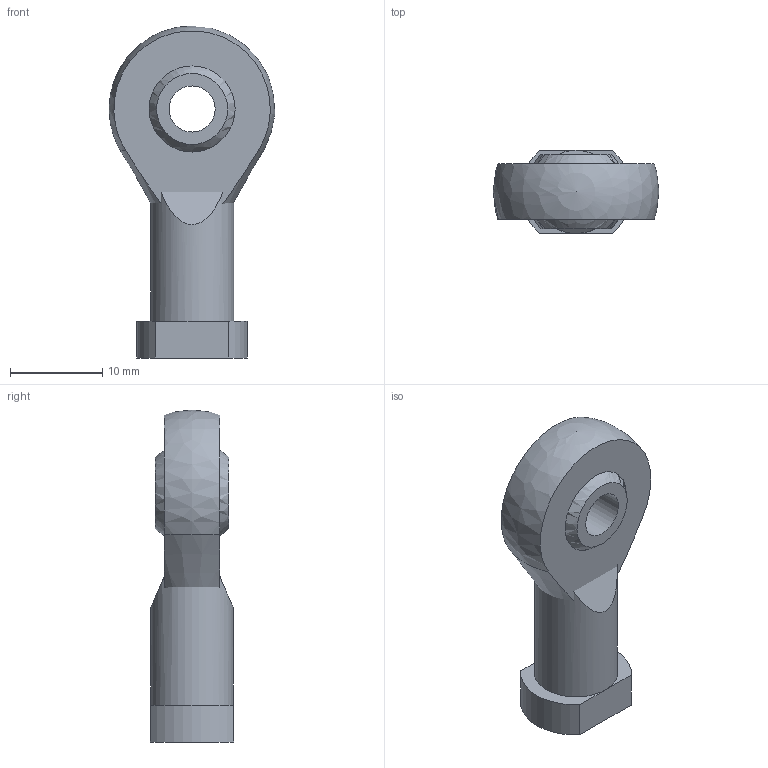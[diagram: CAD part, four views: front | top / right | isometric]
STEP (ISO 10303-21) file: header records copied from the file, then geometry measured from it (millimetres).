
FILE_DESCRIPTION(/* description */ ('STEP AP214'),/* implementation_level */ '2;1');
FILE_NAME(/* name */ 'KBLM_05_1.stp',/* time_stamp */ '2025-08-07T18:10:16+02:00',/* author */ ('roone'),/* organization */ ('CADClick - www.CADClick.com'),/* preprocessor_version */ 'ST-DEVELOPER v20',/* originating_system */ 'Autodesk Inventor 2025',/* authorisation */ 'unknown authorization');
FILE_SCHEMA (('AUTOMOTIVE_DESIGN { 1 0 10303 214 3 1 1 }'));
Length unit declared in the file: millimetre
Products named in the file (4): KBLM_05_1; 2025_04_10_21_59_24_0808; 2025_04_10_21_59_24_0824; 2025_04_10_21_59_24_0840
Assembly tree (3 placements, depth 2):
  KBLM_05_1
    2025_04_10_21_59_24_0808
    2025_04_10_21_59_24_0824
    2025_04_10_21_59_24_0840
Bounding box: 17.98 x 9 x 36 mm (x, y, z)
Volume: 2757.7 mm3; surface area: 2313 mm2
Topology: 3 solids, 3 shells, 28 faces, 67 edges, 44 vertices
Faces by surface type: plane 14, cylinder 6, cone 5, sphere 3
Full cylindrical faces by diameter (mm): 4.134 x2, 5 x1, 9 x1
Entity records: 959 total; most frequent: DIRECTION 163, CARTESIAN_POINT 148, ORIENTED_EDGE 122, AXIS2_PLACEMENT_3D 71, EDGE_CURVE 61, VERTEX_POINT 44, EDGE_LOOP 37, CIRCLE 33
